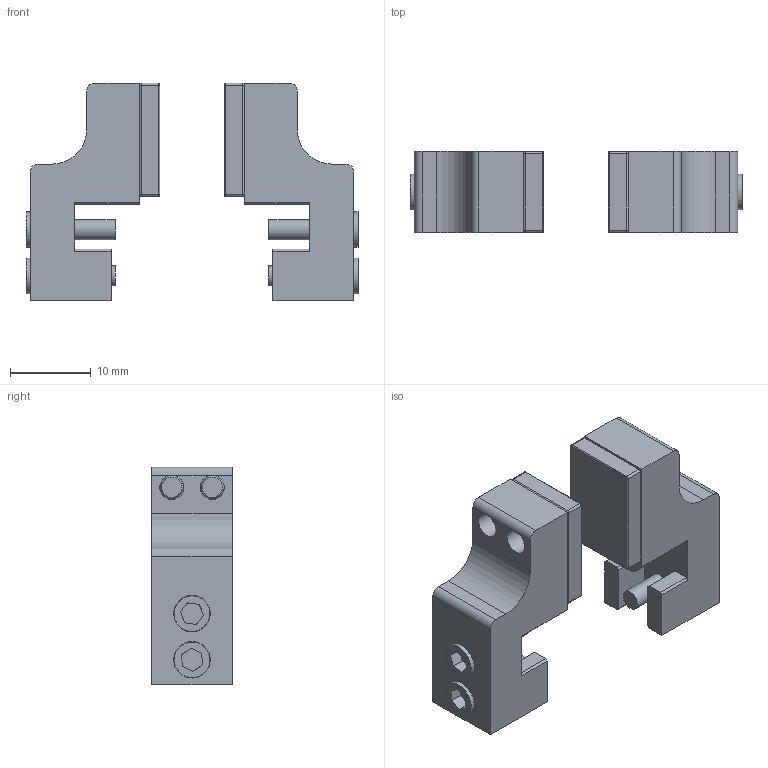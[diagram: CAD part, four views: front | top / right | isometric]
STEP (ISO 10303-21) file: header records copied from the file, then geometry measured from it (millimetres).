
FILE_DESCRIPTION(('STEP AP214'),'1');
FILE_NAME('Jaws.for.Parallel.Gripper.PG-10.Viton.Pad.Mounting.Screws._MA.Jaws.for.Parallel.Gripper.PG-10.Viton.Pad.Mounting.Screws._MA.KB.10.STEP.STEP.stp','2018-09-26T13:43:52',(' '),(' '),'Spatial InterOp 3D',' ',' ');
FILE_SCHEMA(('AUTOMOTIVE_DESIGN { 1 0 10303 214 1 1 1 1 }'));
Length unit declared in the file: millimetre
Products named in the file (4): Jaws.for.Parallel.Gripper.PG-10.Viton.Pad.Mounting.Screws._MA.Jaws.for.Parallel.Gripper.PG-10.Viton.Pad.Mounting.Screws._MA.KB.10.STEP.STEP; Jaws.for.Parallel.Gripper.PG-10.Viton.Pad.Mounting.Screws._MA.KB.10.STEP
Assembly tree (8 placements, depth 2):
  Jaws.for.Parallel.Gripper.PG-10.Viton.Pad.Mounting.Screws._MA.Jaws.for.Parallel.Gripper.PG-10.Viton.Pad.Mounting.Screws._MA.KB.10.STEP.STEP
    Jaws.for.Parallel.Gripper.PG-10.Viton.Pad.Mounting.Screws._MA.KB.10.STEP  x2
    Jaws.for.Parallel.Gripper.PG-10.Viton.Pad.Mounting.Screws._MA.KB.10.STEP  x2
    Jaws.for.Parallel.Gripper.PG-10.Viton.Pad.Mounting.Screws._MA.KB.10.STEP  x4
Bounding box: 41 x 10 x 26.9 mm (x, y, z)
Volume: 4846.7 mm3; surface area: 4918.6 mm2
Topology: 8 solids, 8 shells, 362 faces, 1020 edges, 662 vertices
Faces by surface type: plane 180, cylinder 142, cone 20, torus 12, sphere 8
Full cylindrical faces by diameter (mm): 2.5 x4, 2.7 x4, 3 x8, 4.4 x4, 4.5 x4
Entity records: 6388 total; most frequent: CARTESIAN_POINT 979, DIRECTION 849, ORIENTED_EDGE 810, EDGE_CURVE 405, AXIS2_PLACEMENT_3D 308, VERTEX_POINT 274, LINE 233, VECTOR 233
